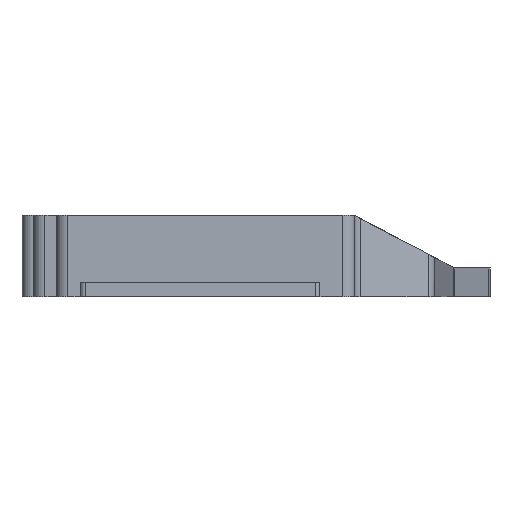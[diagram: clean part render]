
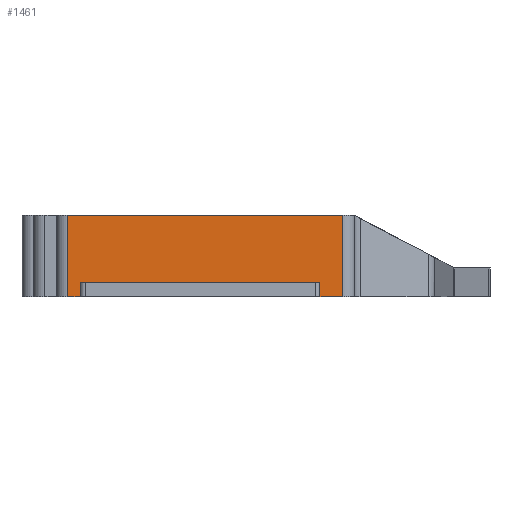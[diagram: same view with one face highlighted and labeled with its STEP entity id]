
A CAD part, left-side view. The second image highlights one B-rep face of the part: STEP entity #1461.
In plain terms, the highlighted planar face has unit normal (-1, 0, 0).
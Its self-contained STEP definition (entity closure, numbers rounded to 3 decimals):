
#365 = VERTEX_POINT('',#366);
#366 = CARTESIAN_POINT('',(-158.4,-66.93,0.));
#373 = EDGE_CURVE('',#374,#365,#376,.T.);
#374 = VERTEX_POINT('',#375);
#375 = CARTESIAN_POINT('',(-158.4,-9.54,0.));
#376 = LINE('',#377,#378);
#377 = CARTESIAN_POINT('',(-158.4,-9.54,0.));
#378 = VECTOR('',#379,1.);
#379 = DIRECTION('',(-0.,-1.,-0.));
#585 = VERTEX_POINT('',#586);
#586 = CARTESIAN_POINT('',(-158.4,-66.93,-17.));
#593 = EDGE_CURVE('',#594,#585,#596,.T.);
#594 = VERTEX_POINT('',#595);
#595 = CARTESIAN_POINT('',(-158.4,-62.15,-17.));
#596 = LINE('',#597,#598);
#597 = CARTESIAN_POINT('',(-158.4,-9.54,-17.));
#598 = VECTOR('',#599,1.);
#599 = DIRECTION('',(-0.,-1.,-0.));
#602 = VERTEX_POINT('',#603);
#603 = CARTESIAN_POINT('',(-158.4,-12.15,-17.));
#609 = EDGE_CURVE('',#610,#602,#612,.T.);
#610 = VERTEX_POINT('',#611);
#611 = CARTESIAN_POINT('',(-158.4,-9.54,-17.));
#612 = LINE('',#613,#614);
#613 = CARTESIAN_POINT('',(-158.4,-9.54,-17.));
#614 = VECTOR('',#615,1.);
#615 = DIRECTION('',(-0.,-1.,-0.));
#1448 = EDGE_CURVE('',#374,#610,#1449,.T.);
#1449 = LINE('',#1450,#1451);
#1450 = CARTESIAN_POINT('',(-158.4,-9.54,0.));
#1451 = VECTOR('',#1452,1.);
#1452 = DIRECTION('',(0.,0.,-1.));
#1461 = ADVANCED_FACE('',(#1462),#1496,.F.);
#1462 = FACE_BOUND('',#1463,.T.);
#1463 = EDGE_LOOP('',(#1464,#1465,#1466,#1467,#1475,#1483,#1489,#1490));
#1464 = ORIENTED_EDGE('',*,*,#373,.F.);
#1465 = ORIENTED_EDGE('',*,*,#1448,.T.);
#1466 = ORIENTED_EDGE('',*,*,#609,.T.);
#1467 = ORIENTED_EDGE('',*,*,#1468,.T.);
#1468 = EDGE_CURVE('',#602,#1469,#1471,.T.);
#1469 = VERTEX_POINT('',#1470);
#1470 = CARTESIAN_POINT('',(-158.4,-12.15,-14.));
#1471 = LINE('',#1472,#1473);
#1472 = CARTESIAN_POINT('',(-158.4,-12.15,-17.));
#1473 = VECTOR('',#1474,1.);
#1474 = DIRECTION('',(-0.,-0.,1.));
#1475 = ORIENTED_EDGE('',*,*,#1476,.F.);
#1476 = EDGE_CURVE('',#1477,#1469,#1479,.T.);
#1477 = VERTEX_POINT('',#1478);
#1478 = CARTESIAN_POINT('',(-158.4,-62.15,-14.));
#1479 = LINE('',#1480,#1481);
#1480 = CARTESIAN_POINT('',(-158.4,-62.15,-14.));
#1481 = VECTOR('',#1482,1.);
#1482 = DIRECTION('',(0.,1.,0.));
#1483 = ORIENTED_EDGE('',*,*,#1484,.F.);
#1484 = EDGE_CURVE('',#594,#1477,#1485,.T.);
#1485 = LINE('',#1486,#1487);
#1486 = CARTESIAN_POINT('',(-158.4,-62.15,-17.));
#1487 = VECTOR('',#1488,1.);
#1488 = DIRECTION('',(-0.,-0.,1.));
#1489 = ORIENTED_EDGE('',*,*,#593,.T.);
#1490 = ORIENTED_EDGE('',*,*,#1491,.F.);
#1491 = EDGE_CURVE('',#365,#585,#1492,.T.);
#1492 = LINE('',#1493,#1494);
#1493 = CARTESIAN_POINT('',(-158.4,-66.93,0.));
#1494 = VECTOR('',#1495,1.);
#1495 = DIRECTION('',(0.,0.,-1.));
#1496 = PLANE('',#1497);
#1497 = AXIS2_PLACEMENT_3D('',#1498,#1499,#1500);
#1498 = CARTESIAN_POINT('',(-158.4,-9.54,0.));
#1499 = DIRECTION('',(1.,0.,0.));
#1500 = DIRECTION('',(0.,1.,0.));
